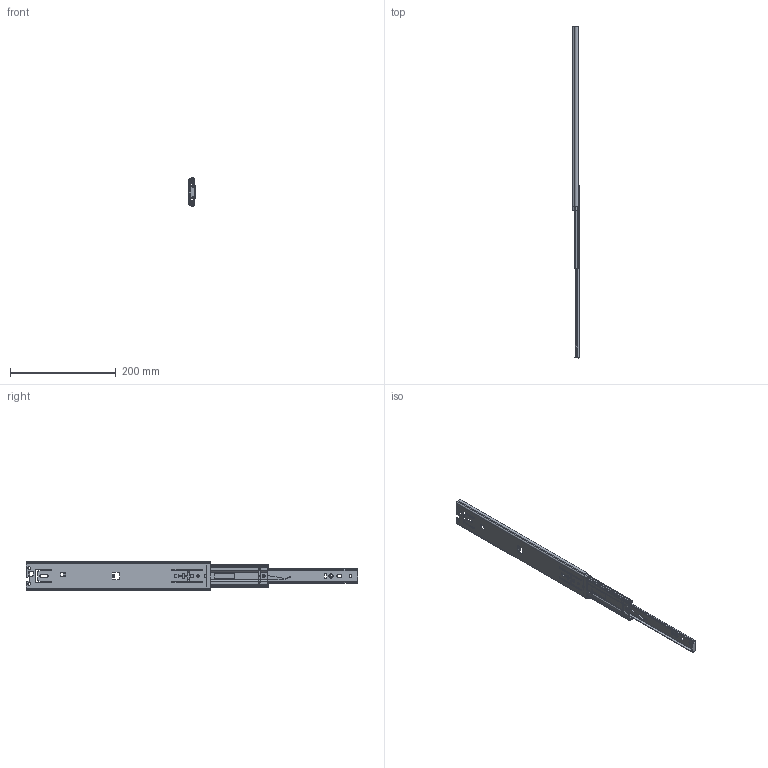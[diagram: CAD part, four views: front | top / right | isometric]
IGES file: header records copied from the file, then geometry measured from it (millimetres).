
Start section: SolidWorks IGES file using analytic representation for surfaces
Global section: file name: TSS5413SC-400.IGS; native system: SolidWorks 2021; preprocessor: SolidWorks 2021; author: mFritsch; date: 221117.132323; units: millimetre
Bounding box: 12.6 x 626.4 x 54.49 mm (x, y, z)
Surface area: 110686.4 mm2 (no closed solid volume)
Topology: 0 solids, 0 shells, 722 faces, 7764 edges, 7763 vertices
Faces by surface type: bspline 418, revolution 304
